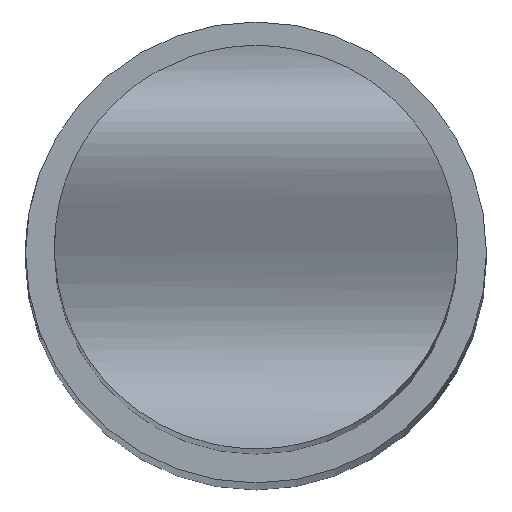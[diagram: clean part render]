
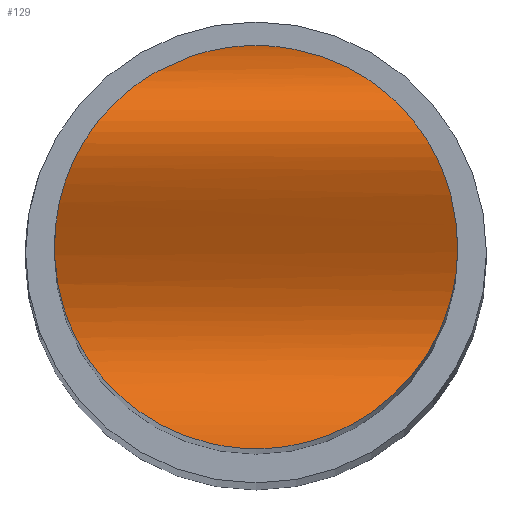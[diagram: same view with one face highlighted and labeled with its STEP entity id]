
A CAD part, top view. The second image highlights one B-rep face of the part: STEP entity #129.
In plain terms, the highlighted free-form (B-spline) face has degree [3, 1] with [8, 2] control points.
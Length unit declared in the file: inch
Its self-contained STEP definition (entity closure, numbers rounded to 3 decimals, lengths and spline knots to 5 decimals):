
#5 = CARTESIAN_POINT ( 'NONE',  ( 868.93087, -31.94978, -434.71043 ) ) ;
#26 = CARTESIAN_POINT ( 'NONE',  ( 868.92024, -31.90246, -434.74457 ) ) ;
#30 = CARTESIAN_POINT ( 'NONE',  ( 868.91656, -31.89753, -434.74924 ) ) ;
#38 = CARTESIAN_POINT ( 'NONE',  ( 868.85055, -32.01033, -434.73527 ) ) ;
#55 = CARTESIAN_POINT ( 'NONE',  ( 868.91524, -31.98502, -434.75089 ) ) ;
#61 = VERTEX_POINT ( 'NONE', #337 ) ;
#64 = CARTESIAN_POINT ( 'NONE',  ( 868.79431, -31.95082, -434.76179 ) ) ;
#69 = CARTESIAN_POINT ( 'NONE',  ( 868.91218, -31.89253, -434.75308 ) ) ;
#72 = CARTESIAN_POINT ( 'NONE',  ( 868.92956, -31.92386, -434.71757 ) ) ;
#75 = CARTESIAN_POINT ( 'NONE',  ( 868.88724, -31.87589, -434.75372 ) ) ;
#91 = CARTESIAN_POINT ( 'NONE',  ( 868.93166, -31.87019, -434.7054 ) ) ;
#95 = CARTESIAN_POINT ( 'NONE',  ( 868.92466, -32.01033, -434.7525 ) ) ;
#106 = B_SPLINE_CURVE_WITH_KNOTS ( 'NONE', 3,
 ( #532, #186, #580, #5, #412, #573, #135, #467, #613, #375, #376, #55, #148, #200, #543, #207, #388, #157, #344, #153, #203, #210, #500, #253, #116, #496, #442, #547, #504, #349, #298, #64, #391, #214, #510, #315, #222, #313, #563, #449, #126, #130, #311, #265, #507, #457, #405, #164, #561, #75, #460, #224, #356, #307, #69, #514, #30, #26, #170, #354, #517, #515, #72, #556, #123, #398, #453, #401 ),
 .UNSPECIFIED., .T., .F.,
 ( 4, 2, 2, 2, 2, 2, 2, 2, 2, 2, 2, 2, 2, 2, 2, 2, 2, 2, 2, 2, 2, 2, 2, 2, 2, 2, 2, 2, 2, 2, 2, 2, 2, 4 ),
 ( 0., 0.0002, 0.00039, 0.00078, 0.00117, 0.00156, 0.00195, 0.00235, 0.00274, 0.00313, 0.00352, 0.00391, 0.0043, 0.00469, 0.00547, 0.00586, 0.00625, 0.00665, 0.00704, 0.00743, 0.00782, 0.00821, 0.0086, 0.00938, 0.00977, 0.01016, 0.01055, 0.01075, 0.01095, 0.01134, 0.01173, 0.01212, 0.01231, 0.01251 ),
 .UNSPECIFIED. ) ;
#116 = CARTESIAN_POINT ( 'NONE',  ( 868.8311, -32.00189, -434.73395 ) ) ;
#123 = CARTESIAN_POINT ( 'NONE',  ( 868.93087, -31.93103, -434.71042 ) ) ;
#126 = CARTESIAN_POINT ( 'NONE',  ( 868.81144, -31.89399, -434.74079 ) ) ;
#129 = ADVANCED_FACE ( 'NONE', ( #481 ), #162, .T. ) ;
#130 = CARTESIAN_POINT ( 'NONE',  ( 868.81833, -31.88738, -434.73681 ) ) ;
#132 = EDGE_CURVE ( 'NONE', #61, #61, #106, .T. ) ;
#135 = CARTESIAN_POINT ( 'NONE',  ( 868.92869, -31.96009, -434.72165 ) ) ;
#148 = CARTESIAN_POINT ( 'NONE',  ( 868.91219, -31.98846, -434.75345 ) ) ;
#153 = CARTESIAN_POINT ( 'NONE',  ( 868.86434, -32.00943, -434.74341 ) ) ;
#157 = CARTESIAN_POINT ( 'NONE',  ( 868.87801, -32.00772, -434.74992 ) ) ;
#162 = B_SPLINE_SURFACE_WITH_KNOTS ( 'NONE', 3, 1, ( 
 ( #181, #525 ),
 ( #576, #91 ),
 ( #95, #322 ),
 ( #179, #473 ),
 ( #38, #282 ),
 ( #183, #325 ),
 ( #374, #421 ),
 ( #274, #526 ) ),
 .UNSPECIFIED., .F., .F., .F.,
 ( 4, 1, 1, 1, 1, 4 ),
 ( 2, 2 ),
 ( 0., 0.00491, 0.37532, 0.567, 0.99378, 0.99972 ),
 ( 0., 1. ),
 .UNSPECIFIED. ) ;
#164 = CARTESIAN_POINT ( 'NONE',  ( 868.87348, -31.87222, -434.74774 ) ) ;
#170 = CARTESIAN_POINT ( 'NONE',  ( 868.92215, -31.90561, -434.74096 ) ) ;
#178 = ORIENTED_EDGE ( 'NONE', *, *, #132, .T. ) ;
#179 = CARTESIAN_POINT ( 'NONE',  ( 868.90264, -32.01033, -434.76331 ) ) ;
#181 = CARTESIAN_POINT ( 'NONE',  ( 868.93175, -32.01033, -434.70478 ) ) ;
#183 = CARTESIAN_POINT ( 'NONE',  ( 868.81397, -32.01033, -434.7248 ) ) ;
#186 = CARTESIAN_POINT ( 'NONE',  ( 868.93148, -31.94302, -434.70663 ) ) ;
#200 = CARTESIAN_POINT ( 'NONE',  ( 868.90489, -31.995, -434.75634 ) ) ;
#203 = CARTESIAN_POINT ( 'NONE',  ( 868.85965, -32.0094, -434.74121 ) ) ;
#207 = CARTESIAN_POINT ( 'NONE',  ( 868.89168, -32.00306, -434.75524 ) ) ;
#210 = CARTESIAN_POINT ( 'NONE',  ( 868.85021, -32.00835, -434.73748 ) ) ;
#214 = CARTESIAN_POINT ( 'NONE',  ( 868.79367, -31.93538, -434.76299 ) ) ;
#222 = CARTESIAN_POINT ( 'NONE',  ( 868.79776, -31.91663, -434.75599 ) ) ;
#224 = CARTESIAN_POINT ( 'NONE',  ( 868.90072, -31.8828, -434.75663 ) ) ;
#253 = CARTESIAN_POINT ( 'NONE',  ( 868.83584, -32.0041, -434.73413 ) ) ;
#265 = CARTESIAN_POINT ( 'NONE',  ( 868.831, -31.87895, -434.73395 ) ) ;
#274 = CARTESIAN_POINT ( 'NONE',  ( 868.79283, -32.01033, -434.76458 ) ) ;
#282 = CARTESIAN_POINT ( 'NONE',  ( 868.85055, -31.87019, -434.73527 ) ) ;
#298 = CARTESIAN_POINT ( 'NONE',  ( 868.79642, -31.96023, -434.75817 ) ) ;
#307 = CARTESIAN_POINT ( 'NONE',  ( 868.91048, -31.89082, -434.75411 ) ) ;
#311 = CARTESIAN_POINT ( 'NONE',  ( 868.82222, -31.88433, -434.73532 ) ) ;
#313 = CARTESIAN_POINT ( 'NONE',  ( 868.80137, -31.90846, -434.75093 ) ) ;
#315 = CARTESIAN_POINT ( 'NONE',  ( 868.79632, -31.92093, -434.75835 ) ) ;
#322 = CARTESIAN_POINT ( 'NONE',  ( 868.92466, -31.87019, -434.7525 ) ) ;
#325 = CARTESIAN_POINT ( 'NONE',  ( 868.81397, -31.87019, -434.7248 ) ) ;
#337 = CARTESIAN_POINT ( 'NONE',  ( 868.93148, -31.9404, -434.70663 ) ) ;
#344 = CARTESIAN_POINT ( 'NONE',  ( 868.8735, -32.00858, -434.74775 ) ) ;
#349 = CARTESIAN_POINT ( 'NONE',  ( 868.7979, -31.96454, -434.75578 ) ) ;
#354 = CARTESIAN_POINT ( 'NONE',  ( 868.92531, -31.9117, -434.73345 ) ) ;
#356 = CARTESIAN_POINT ( 'NONE',  ( 868.90501, -31.8859, -434.75632 ) ) ;
#374 = CARTESIAN_POINT ( 'NONE',  ( 868.79311, -32.01033, -434.76404 ) ) ;
#375 = CARTESIAN_POINT ( 'NONE',  ( 868.92208, -31.97531, -434.7411 ) ) ;
#376 = CARTESIAN_POINT ( 'NONE',  ( 868.92014, -31.97848, -434.74472 ) ) ;
#388 = CARTESIAN_POINT ( 'NONE',  ( 868.88716, -32.00494, -434.75369 ) ) ;
#391 = CARTESIAN_POINT ( 'NONE',  ( 868.7937, -31.94576, -434.76294 ) ) ;
#398 = CARTESIAN_POINT ( 'NONE',  ( 868.93132, -31.9353, -434.70766 ) ) ;
#401 = CARTESIAN_POINT ( 'NONE',  ( 868.93148, -31.9404, -434.70663 ) ) ;
#405 = CARTESIAN_POINT ( 'NONE',  ( 868.8597, -31.87095, -434.74121 ) ) ;
#412 = CARTESIAN_POINT ( 'NONE',  ( 868.93057, -31.9517, -434.71219 ) ) ;
#421 = CARTESIAN_POINT ( 'NONE',  ( 868.79311, -31.87019, -434.76404 ) ) ;
#442 = CARTESIAN_POINT ( 'NONE',  ( 868.8185, -31.99356, -434.73674 ) ) ;
#449 = CARTESIAN_POINT ( 'NONE',  ( 868.80855, -31.89742, -434.74319 ) ) ;
#453 = CARTESIAN_POINT ( 'NONE',  ( 868.93148, -31.93778, -434.70663 ) ) ;
#457 = CARTESIAN_POINT ( 'NONE',  ( 868.85015, -31.87187, -434.73677 ) ) ;
#460 = CARTESIAN_POINT ( 'NONE',  ( 868.89185, -31.87782, -434.75528 ) ) ;
#467 = CARTESIAN_POINT ( 'NONE',  ( 868.92655, -31.96621, -434.7296 ) ) ;
#473 = CARTESIAN_POINT ( 'NONE',  ( 868.90264, -31.87019, -434.76331 ) ) ;
#481 = FACE_OUTER_BOUND ( 'NONE', #616, .T. ) ;
#496 = CARTESIAN_POINT ( 'NONE',  ( 868.82245, -31.99664, -434.73526 ) ) ;
#500 = CARTESIAN_POINT ( 'NONE',  ( 868.84538, -32.00731, -434.73591 ) ) ;
#504 = CARTESIAN_POINT ( 'NONE',  ( 868.8033, -31.97659, -434.74826 ) ) ;
#507 = CARTESIAN_POINT ( 'NONE',  ( 868.83566, -31.87678, -434.73411 ) ) ;
#510 = CARTESIAN_POINT ( 'NONE',  ( 868.79425, -31.93036, -434.7619 ) ) ;
#514 = CARTESIAN_POINT ( 'NONE',  ( 868.91521, -31.89588, -434.75065 ) ) ;
#515 = CARTESIAN_POINT ( 'NONE',  ( 868.9287, -31.92076, -434.72158 ) ) ;
#517 = CARTESIAN_POINT ( 'NONE',  ( 868.92657, -31.91466, -434.72951 ) ) ;
#525 = CARTESIAN_POINT ( 'NONE',  ( 868.93175, -31.87019, -434.70478 ) ) ;
#526 = CARTESIAN_POINT ( 'NONE',  ( 868.79283, -31.87019, -434.76458 ) ) ;
#532 = CARTESIAN_POINT ( 'NONE',  ( 868.93148, -31.9404, -434.70663 ) ) ;
#543 = CARTESIAN_POINT ( 'NONE',  ( 868.90062, -31.99808, -434.75663 ) ) ;
#547 = CARTESIAN_POINT ( 'NONE',  ( 868.80826, -31.98382, -434.74256 ) ) ;
#556 = CARTESIAN_POINT ( 'NONE',  ( 868.93058, -31.92917, -434.71213 ) ) ;
#561 = CARTESIAN_POINT ( 'NONE',  ( 868.87808, -31.8731, -434.74995 ) ) ;
#563 = CARTESIAN_POINT ( 'NONE',  ( 868.80352, -31.90465, -434.74825 ) ) ;
#573 = CARTESIAN_POINT ( 'NONE',  ( 868.92955, -31.95701, -434.71765 ) ) ;
#576 = CARTESIAN_POINT ( 'NONE',  ( 868.93166, -32.01033, -434.7054 ) ) ;
#580 = CARTESIAN_POINT ( 'NONE',  ( 868.93133, -31.94548, -434.70765 ) ) ;
#613 = CARTESIAN_POINT ( 'NONE',  ( 868.92527, -31.96919, -434.73357 ) ) ;
#616 = EDGE_LOOP ( 'NONE', ( #178 ) ) ;
